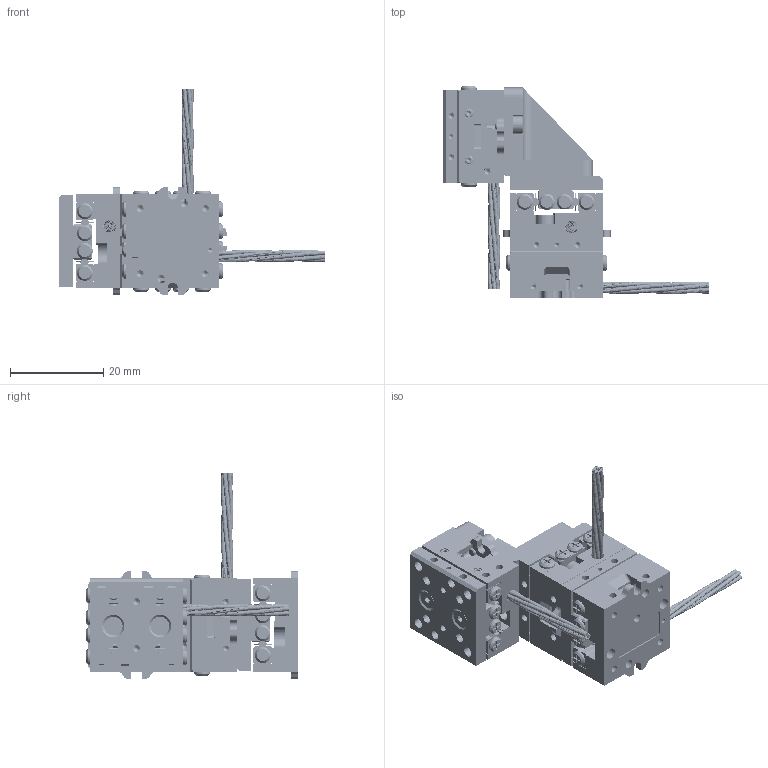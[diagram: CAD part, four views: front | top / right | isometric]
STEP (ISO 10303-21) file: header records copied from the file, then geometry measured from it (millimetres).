
FILE_DESCRIPTION (( 'STEP AP214' ), '1' );
FILE_NAME ('SO2011-237, XYZ, PPS-20 20mm, Cryo, Non-Magnetic.STEP', '2019-09-03T17:54:30', ( '' ), ( '' ), 'SwSTEP 2.0', 'SolidWorks 2018', '' );
FILE_SCHEMA (( 'AUTOMOTIVE_DESIGN' ));
Length unit declared in the file: millimetre
Products named in the file (18): NB Slide Way SVW-R_SVW 1020-5Z; Wire Small; Dowel Pin, M-DIN_M01.5 x 005; 430509-X4 PPS-20 20mm to PP-22 Z-Bracket; 130151 1-72 x 1-16'''' Flat Point Set Screw_92311A909; 130160 Bearing, NB Slide Way, SVW W17_SVW 1020-5Z; Metric Flat Socket Head Cap Screw DIN Unthreaded_M02 x 005; SCREW, SHCS-S, M-DIN_M2 x 0.4 x 04mm; NB Slide Way SVW-C_SVW 1020-5Z; NB Slide Way SVW-S_SVW 1020-5Z; PPS-20, Base_Master_20; SO2011-237, XYZ, PPS-20 20mm, Cryo, Non-Magnetic; Dowel Pin, M-DIN_M01.5 x 004; PPS-20, Carriage_Master_20mm; CR PHMS_M1.6 x 4; 630430 PPS-20 20mm_20mm; SCREW, SHCS-S, M-DIN_M2 x 0.4 x 05mm; 430415-A, PPS 20, Back Cover, W20
Assembly tree (34 placements, depth 4):
  SO2011-237, XYZ, PPS-20 20mm, Cryo, Non-Magnetic
    630430 PPS-20 20mm_20mm  x3
      Wire Small
      PPS-20, Carriage_Master_20mm
      430415-A, PPS 20, Back Cover, W20
      130160 Bearing, NB Slide Way, SVW W17_SVW 1020-5Z
        NB Slide Way SVW-S_SVW 1020-5Z
        NB Slide Way SVW-C_SVW 1020-5Z  x2
        NB Slide Way SVW-R_SVW 1020-5Z  x2
      PPS-20, Base_Master_20
      CR PHMS_M1.6 x 4
      Metric Flat Socket Head Cap Screw DIN Unthreaded_M02 x 005
      130151 1-72 x 1-16'''' Flat Point Set Screw_92311A909
    430509-X4 PPS-20 20mm to PP-22 Z-Bracket
    SCREW, SHCS-S, M-DIN_M2 x 0.4 x 04mm  x6
    Dowel Pin, M-DIN_M01.5 x 005  x2
    Dowel Pin, M-DIN_M01.5 x 004  x2
    SCREW, SHCS-S, M-DIN_M2 x 0.4 x 05mm  x2
Bounding box: 56.83 x 45.3 x 44.03 mm (x, y, z)
Volume: 14578 mm3; surface area: 23137.6 mm2
Topology: 106 solids, 106 shells, 3524 faces, 8827 edges, 5545 vertices
Faces by surface type: plane 1543, cylinder 1114, cone 467, bspline 264, torus 136
Entity records: 48074 total; most frequent: CARTESIAN_POINT 20909, DIRECTION 4932, ORIENTED_EDGE 4798, EDGE_CURVE 2399, AXIS2_PLACEMENT_3D 1846, VERTEX_POINT 1539, LINE 1240, VECTOR 1240
